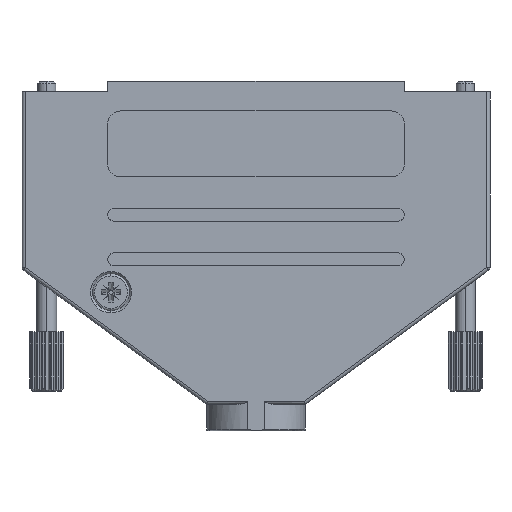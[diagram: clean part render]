
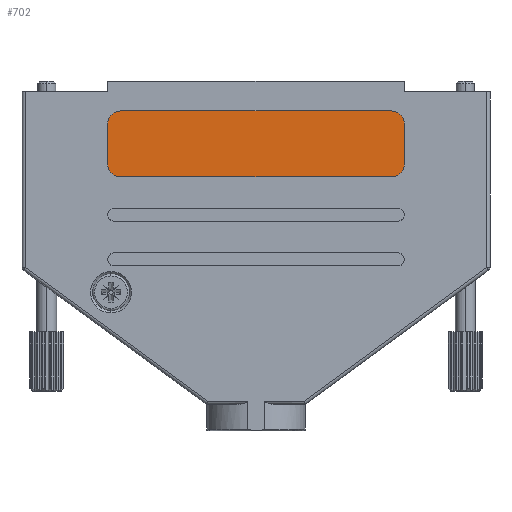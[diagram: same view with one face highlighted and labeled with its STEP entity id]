
A CAD part, front view. The second image highlights one B-rep face of the part: STEP entity #702.
In plain terms, the highlighted planar face has unit normal (0, -1, 0).
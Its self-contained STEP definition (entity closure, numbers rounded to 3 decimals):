
#48 = CARTESIAN_POINT ( 'NONE',  ( -22.5, 0.3, -6.5 ) ) ;
#61 = CARTESIAN_POINT ( 'NONE',  ( 22.5, 0.3, -6.5 ) ) ;
#162 = CARTESIAN_POINT ( 'NONE',  ( -22.5, 0.3, -12.5 ) ) ;
#572 = VECTOR ( 'NONE', #8606, 1000. ) ;
#702 = ADVANCED_FACE ( 'NONE', ( #12657 ), #5188, .F. ) ;
#1018 = VECTOR ( 'NONE', #4272, 1000. ) ;
#1137 = EDGE_CURVE ( 'NONE', #2503, #13387, #11009, .T. ) ;
#1198 = DIRECTION ( 'NONE',  ( 0., -1., 0. ) ) ;
#1322 = CARTESIAN_POINT ( 'NONE',  ( -20.5, 0.3, -4.5 ) ) ;
#1709 = DIRECTION ( 'NONE',  ( -1., 0., 0. ) ) ;
#1796 = LINE ( 'NONE', #15545, #8235 ) ;
#1991 = VERTEX_POINT ( 'NONE', #1322 ) ;
#2088 = VECTOR ( 'NONE', #10060, 1000. ) ;
#2417 = CARTESIAN_POINT ( 'NONE',  ( 20.5, 0.3, -6.5 ) ) ;
#2500 = CARTESIAN_POINT ( 'NONE',  ( -20.5, 0.3, -6.5 ) ) ;
#2503 = VERTEX_POINT ( 'NONE', #162 ) ;
#2665 = AXIS2_PLACEMENT_3D ( 'NONE', #2500, #13890, #5287 ) ;
#3024 = EDGE_CURVE ( 'NONE', #11112, #1991, #1796, .T. ) ;
#3807 = DIRECTION ( 'NONE',  ( -1., 0., 0. ) ) ;
#3950 = DIRECTION ( 'NONE',  ( -1., 0., 0. ) ) ;
#4222 = AXIS2_PLACEMENT_3D ( 'NONE', #10907, #4670, #8449 ) ;
#4272 = DIRECTION ( 'NONE',  ( 0., 0., 1. ) ) ;
#4670 = DIRECTION ( 'NONE',  ( 0., -1., 0. ) ) ;
#4732 = EDGE_CURVE ( 'NONE', #12483, #15523, #8955, .T. ) ;
#4748 = ORIENTED_EDGE ( 'NONE', *, *, #5605, .T. ) ;
#4769 = LINE ( 'NONE', #10998, #572 ) ;
#5096 = CARTESIAN_POINT ( 'NONE',  ( -20.5, 0.3, -12.5 ) ) ;
#5188 = PLANE ( 'NONE',  #13616 ) ;
#5217 = ORIENTED_EDGE ( 'NONE', *, *, #5851, .T. ) ;
#5223 = AXIS2_PLACEMENT_3D ( 'NONE', #6934, #12850, #1709 ) ;
#5287 = DIRECTION ( 'NONE',  ( -1., 0., 0. ) ) ;
#5605 = EDGE_CURVE ( 'NONE', #1991, #6571, #9443, .T. ) ;
#5674 = ORIENTED_EDGE ( 'NONE', *, *, #11097, .T. ) ;
#5851 = EDGE_CURVE ( 'NONE', #13387, #12483, #4769, .T. ) ;
#6191 = DIRECTION ( 'NONE',  ( 0., 1., 0. ) ) ;
#6571 = VERTEX_POINT ( 'NONE', #48 ) ;
#6574 = CARTESIAN_POINT ( 'NONE',  ( 22.5, 0.3, -6.5 ) ) ;
#6581 = CARTESIAN_POINT ( 'NONE',  ( 20.5, 0.3, -14.5 ) ) ;
#6934 = CARTESIAN_POINT ( 'NONE',  ( 20.5, 0.3, -6.5 ) ) ;
#7262 = EDGE_CURVE ( 'NONE', #10373, #11112, #12550, .T. ) ;
#7595 = AXIS2_PLACEMENT_3D ( 'NONE', #5096, #1198, #3950 ) ;
#7993 = ORIENTED_EDGE ( 'NONE', *, *, #3024, .T. ) ;
#8035 = LINE ( 'NONE', #6574, #1018 ) ;
#8235 = VECTOR ( 'NONE', #11565, 1000. ) ;
#8449 = DIRECTION ( 'NONE',  ( -1., 0., 0. ) ) ;
#8606 = DIRECTION ( 'NONE',  ( 1., 0., 0. ) ) ;
#8955 = CIRCLE ( 'NONE', #4222, 2. ) ;
#9209 = CARTESIAN_POINT ( 'NONE',  ( -20.5, 0.3, -14.5 ) ) ;
#9443 = CIRCLE ( 'NONE', #2665, 2. ) ;
#9623 = EDGE_LOOP ( 'NONE', ( #11669, #7993, #4748, #5674, #15693, #5217, #14454, #16170 ) ) ;
#10060 = DIRECTION ( 'NONE',  ( 0., 0., -1. ) ) ;
#10373 = VERTEX_POINT ( 'NONE', #61 ) ;
#10907 = CARTESIAN_POINT ( 'NONE',  ( 20.5, 0.3, -12.5 ) ) ;
#10998 = CARTESIAN_POINT ( 'NONE',  ( -20.5, 0.3, -14.5 ) ) ;
#11009 = CIRCLE ( 'NONE', #7595, 2. ) ;
#11097 = EDGE_CURVE ( 'NONE', #6571, #2503, #11368, .T. ) ;
#11112 = VERTEX_POINT ( 'NONE', #13729 ) ;
#11368 = LINE ( 'NONE', #12422, #2088 ) ;
#11565 = DIRECTION ( 'NONE',  ( -1., 0., 0. ) ) ;
#11669 = ORIENTED_EDGE ( 'NONE', *, *, #7262, .T. ) ;
#11694 = CARTESIAN_POINT ( 'NONE',  ( 22.5, 0.3, -12.5 ) ) ;
#12422 = CARTESIAN_POINT ( 'NONE',  ( -22.5, 0.3, -6.5 ) ) ;
#12483 = VERTEX_POINT ( 'NONE', #6581 ) ;
#12550 = CIRCLE ( 'NONE', #5223, 2. ) ;
#12657 = FACE_OUTER_BOUND ( 'NONE', #9623, .T. ) ;
#12850 = DIRECTION ( 'NONE',  ( 0., -1., 0. ) ) ;
#13387 = VERTEX_POINT ( 'NONE', #9209 ) ;
#13616 = AXIS2_PLACEMENT_3D ( 'NONE', #2417, #6191, #3807 ) ;
#13729 = CARTESIAN_POINT ( 'NONE',  ( 20.5, 0.3, -4.5 ) ) ;
#13890 = DIRECTION ( 'NONE',  ( 0., -1., 0. ) ) ;
#14454 = ORIENTED_EDGE ( 'NONE', *, *, #4732, .T. ) ;
#15187 = EDGE_CURVE ( 'NONE', #15523, #10373, #8035, .T. ) ;
#15523 = VERTEX_POINT ( 'NONE', #11694 ) ;
#15545 = CARTESIAN_POINT ( 'NONE',  ( -20.5, 0.3, -4.5 ) ) ;
#15693 = ORIENTED_EDGE ( 'NONE', *, *, #1137, .T. ) ;
#16170 = ORIENTED_EDGE ( 'NONE', *, *, #15187, .T. ) ;
